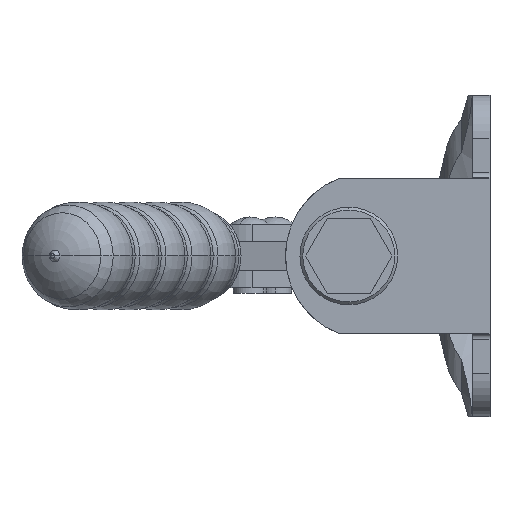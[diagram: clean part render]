
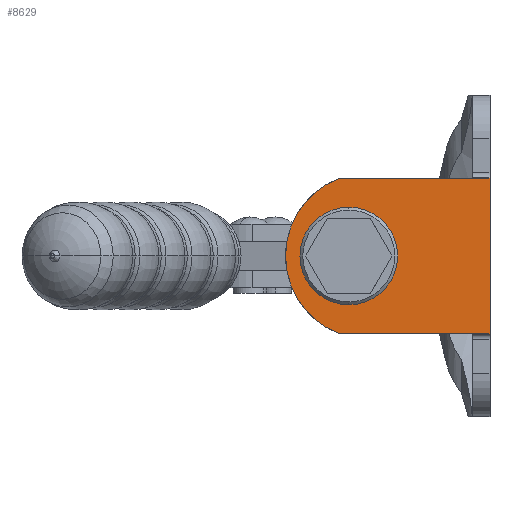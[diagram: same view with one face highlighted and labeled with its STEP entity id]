
A CAD part, left-side view. The second image highlights one B-rep face of the part: STEP entity #8629.
In plain terms, the highlighted planar face has unit normal (-1, 0, 0).
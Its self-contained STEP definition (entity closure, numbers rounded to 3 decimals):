
#13 = DIRECTION ( 'NONE',  ( -1., 0., 0. ) ) ;
#78 = ORIENTED_EDGE ( 'NONE', *, *, #6282, .F. ) ;
#297 = EDGE_CURVE ( 'NONE', #3082, #8689, #703, .T. ) ;
#703 = CIRCLE ( 'NONE', #1139, 8.5 ) ;
#1139 = AXIS2_PLACEMENT_3D ( 'NONE', #7136, #13, #2116 ) ;
#1174 = AXIS2_PLACEMENT_3D ( 'NONE', #6255, #2040, #6969 ) ;
#1208 = DIRECTION ( 'NONE',  ( 1., 0., 0. ) ) ;
#1247 = CARTESIAN_POINT ( 'NONE',  ( -90.8, 0., 13.5 ) ) ;
#1278 = EDGE_CURVE ( 'NONE', #2959, #2343, #5142, .T. ) ;
#1382 = CARTESIAN_POINT ( 'NONE',  ( -90.8, 3., 13.5 ) ) ;
#1663 = DIRECTION ( 'NONE',  ( 0., -1., 0. ) ) ;
#1889 = EDGE_CURVE ( 'NONE', #6084, #9189, #2902, .T. ) ;
#2040 = DIRECTION ( 'NONE',  ( -1., 0., 0. ) ) ;
#2116 = DIRECTION ( 'NONE',  ( 0., 0., -1. ) ) ;
#2343 = VERTEX_POINT ( 'NONE', #8001 ) ;
#2510 = LINE ( 'NONE', #1247, #4439 ) ;
#2888 = CARTESIAN_POINT ( 'NONE',  ( -90.8, 24.6, -8.5 ) ) ;
#2902 = LINE ( 'NONE', #8881, #8381 ) ;
#2959 = VERTEX_POINT ( 'NONE', #6121 ) ;
#3032 = CARTESIAN_POINT ( 'NONE',  ( -90.8, 24.6, 8.5 ) ) ;
#3082 = VERTEX_POINT ( 'NONE', #3032 ) ;
#3264 = VECTOR ( 'NONE', #1663, 1000. ) ;
#3558 = DIRECTION ( 'NONE',  ( 0., 0., -1. ) ) ;
#3634 = AXIS2_PLACEMENT_3D ( 'NONE', #1382, #7801, #3558 ) ;
#3636 = CIRCLE ( 'NONE', #5953, 14.468 ) ;
#4439 = VECTOR ( 'NONE', #4811, 1000. ) ;
#4727 = ORIENTED_EDGE ( 'NONE', *, *, #4805, .F. ) ;
#4774 = ORIENTED_EDGE ( 'NONE', *, *, #1889, .F. ) ;
#4805 = EDGE_CURVE ( 'NONE', #8689, #3082, #6403, .T. ) ;
#4811 = DIRECTION ( 'NONE',  ( 0., 0., 1. ) ) ;
#5142 = LINE ( 'NONE', #7769, #3264 ) ;
#5242 = FACE_OUTER_BOUND ( 'NONE', #7472, .T. ) ;
#5461 = CARTESIAN_POINT ( 'NONE',  ( -90.8, 21.132, 0. ) ) ;
#5648 = PLANE ( 'NONE',  #3634 ) ;
#5833 = EDGE_CURVE ( 'NONE', #2343, #9189, #2510, .T. ) ;
#5938 = CARTESIAN_POINT ( 'NONE',  ( -90.8, 26.335, 13.5 ) ) ;
#5953 = AXIS2_PLACEMENT_3D ( 'NONE', #5461, #1208, #6179 ) ;
#6084 = VERTEX_POINT ( 'NONE', #5938 ) ;
#6121 = CARTESIAN_POINT ( 'NONE',  ( -90.8, 26.335, -13.5 ) ) ;
#6179 = DIRECTION ( 'NONE',  ( 0., 0., -1. ) ) ;
#6255 = CARTESIAN_POINT ( 'NONE',  ( -90.8, 24.6, 0. ) ) ;
#6282 = EDGE_CURVE ( 'NONE', #2959, #6084, #3636, .T. ) ;
#6403 = CIRCLE ( 'NONE', #1174, 8.5 ) ;
#6429 = ORIENTED_EDGE ( 'NONE', *, *, #297, .F. ) ;
#6969 = DIRECTION ( 'NONE',  ( 0., 0., -1. ) ) ;
#7102 = EDGE_LOOP ( 'NONE', ( #6429, #4727 ) ) ;
#7136 = CARTESIAN_POINT ( 'NONE',  ( -90.8, 24.6, 0. ) ) ;
#7409 = ORIENTED_EDGE ( 'NONE', *, *, #5833, .T. ) ;
#7472 = EDGE_LOOP ( 'NONE', ( #4774, #78, #8072, #7409 ) ) ;
#7769 = CARTESIAN_POINT ( 'NONE',  ( -90.8, 3., -13.5 ) ) ;
#7801 = DIRECTION ( 'NONE',  ( 1., 0., 0. ) ) ;
#8001 = CARTESIAN_POINT ( 'NONE',  ( -90.8, 0., -13.5 ) ) ;
#8072 = ORIENTED_EDGE ( 'NONE', *, *, #1278, .T. ) ;
#8381 = VECTOR ( 'NONE', #8715, 1000. ) ;
#8534 = CARTESIAN_POINT ( 'NONE',  ( -90.8, 0., 13.5 ) ) ;
#8629 = ADVANCED_FACE ( 'NONE', ( #8835, #5242 ), #5648, .F. ) ;
#8689 = VERTEX_POINT ( 'NONE', #2888 ) ;
#8715 = DIRECTION ( 'NONE',  ( 0., -1., 0. ) ) ;
#8835 = FACE_BOUND ( 'NONE', #7102, .T. ) ;
#8881 = CARTESIAN_POINT ( 'NONE',  ( -90.8, 3., 13.5 ) ) ;
#9189 = VERTEX_POINT ( 'NONE', #8534 ) ;
